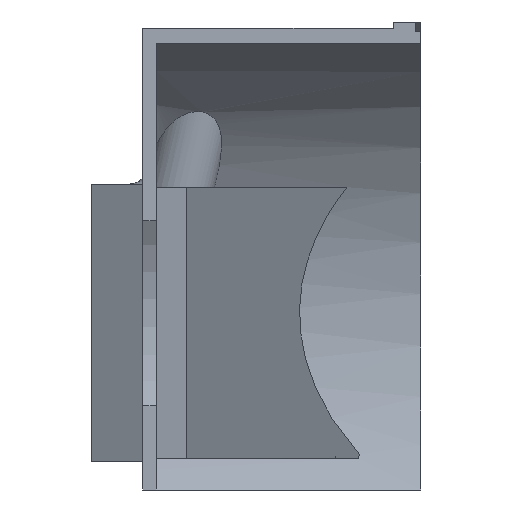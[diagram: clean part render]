
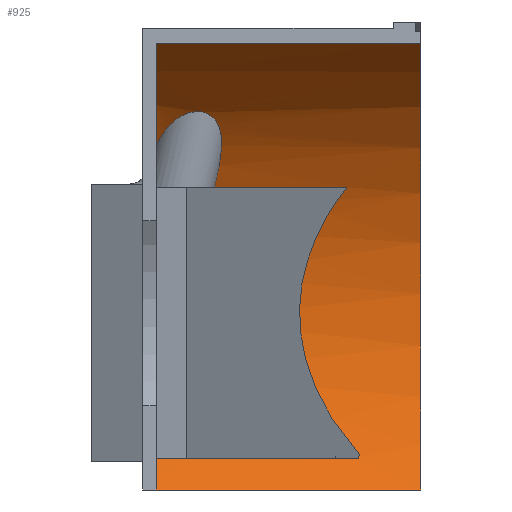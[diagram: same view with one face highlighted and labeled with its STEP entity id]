
A CAD part, left-side view. The second image highlights one B-rep face of the part: STEP entity #925.
In plain terms, the highlighted cylindrical face has radius 110 mm (diameter 220 mm), a partial arc.
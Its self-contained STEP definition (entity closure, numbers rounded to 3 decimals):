
#37=LINE('',#1807,#124);
#38=LINE('',#1813,#125);
#39=LINE('',#1817,#126);
#40=LINE('',#1821,#127);
#124=VECTOR('',#1120,10.);
#125=VECTOR('',#1125,10.);
#126=VECTOR('',#1128,10.);
#127=VECTOR('',#1131,10.);
#239=ELLIPSE('',#1006,220.,110.);
#240=ELLIPSE('',#1007,127.017,110.);
#248=CIRCLE('',#1008,110.);
#249=CIRCLE('',#1009,110.);
#250=CIRCLE('',#1010,110.);
#274=CYLINDRICAL_SURFACE('',#1005,110.);
#293=FACE_OUTER_BOUND('',#341,.T.);
#341=EDGE_LOOP('',(#681,#682,#683,#684,#685,#686,#687,#688,#689,#690));
#406=B_SPLINE_CURVE_WITH_KNOTS('',3,(#1772,#1773,#1774,#1775,#1776,#1777,
#1778,#1779,#1780,#1781,#1782,#1783,#1784,#1785,#1786,#1787,#1788,#1789,
#1790,#1791,#1792,#1793,#1794,#1795,#1796,#1797,#1798,#1799,#1800,#1801,
#1802,#1803,#1804,#1805),.UNSPECIFIED.,.F.,.F.,(4,2,2,2,2,2,2,2,2,2,2,2,
2,2,2,2,4),(10.872,10.89,11.943,12.546,
13.149,13.394,13.639,13.836,14.032,
14.229,14.426,14.874,15.323,15.611,
15.898,16.548,16.548),.UNSPECIFIED.);
#433=VERTEX_POINT('',#1770);
#434=VERTEX_POINT('',#1771);
#435=VERTEX_POINT('',#1806);
#436=VERTEX_POINT('',#1808);
#437=VERTEX_POINT('',#1810);
#438=VERTEX_POINT('',#1812);
#439=VERTEX_POINT('',#1814);
#440=VERTEX_POINT('',#1816);
#441=VERTEX_POINT('',#1818);
#442=VERTEX_POINT('',#1820);
#532=EDGE_CURVE('',#433,#434,#406,.T.);
#533=EDGE_CURVE('',#433,#435,#37,.T.);
#534=EDGE_CURVE('',#436,#435,#239,.T.);
#535=EDGE_CURVE('',#436,#437,#240,.T.);
#536=EDGE_CURVE('',#438,#437,#38,.T.);
#537=EDGE_CURVE('',#439,#438,#248,.T.);
#538=EDGE_CURVE('',#439,#440,#39,.T.);
#539=EDGE_CURVE('',#440,#441,#249,.T.);
#540=EDGE_CURVE('',#441,#442,#40,.T.);
#541=EDGE_CURVE('',#434,#442,#250,.T.);
#681=ORIENTED_EDGE('',*,*,#532,.F.);
#682=ORIENTED_EDGE('',*,*,#533,.T.);
#683=ORIENTED_EDGE('',*,*,#534,.F.);
#684=ORIENTED_EDGE('',*,*,#535,.T.);
#685=ORIENTED_EDGE('',*,*,#536,.F.);
#686=ORIENTED_EDGE('',*,*,#537,.F.);
#687=ORIENTED_EDGE('',*,*,#538,.T.);
#688=ORIENTED_EDGE('',*,*,#539,.T.);
#689=ORIENTED_EDGE('',*,*,#540,.T.);
#690=ORIENTED_EDGE('',*,*,#541,.F.);
#925=ADVANCED_FACE('',(#293),#274,.F.);
#1005=AXIS2_PLACEMENT_3D('',#1769,#1118,#1119);
#1006=AXIS2_PLACEMENT_3D('',#1809,#1121,#1122);
#1007=AXIS2_PLACEMENT_3D('',#1811,#1123,#1124);
#1008=AXIS2_PLACEMENT_3D('',#1815,#1126,#1127);
#1009=AXIS2_PLACEMENT_3D('',#1819,#1129,#1130);
#1010=AXIS2_PLACEMENT_3D('',#1822,#1132,#1133);
#1118=DIRECTION('center_axis',(0.,-1.,0.));
#1119=DIRECTION('ref_axis',(1.,0.,0.));
#1120=DIRECTION('',(0.,-1.,0.));
#1121=DIRECTION('center_axis',(0.866,-0.5,0.));
#1122=DIRECTION('ref_axis',(-0.5,-0.866,0.));
#1123=DIRECTION('center_axis',(0.5,0.866,0.));
#1124=DIRECTION('ref_axis',(0.866,-0.5,0.));
#1125=DIRECTION('',(0.,-1.,0.));
#1126=DIRECTION('center_axis',(0.,-1.,0.));
#1127=DIRECTION('ref_axis',(1.,0.,0.));
#1128=DIRECTION('',(0.,-1.,0.));
#1129=DIRECTION('center_axis',(0.,-1.,0.));
#1130=DIRECTION('ref_axis',(1.,0.,0.));
#1131=DIRECTION('',(0.,1.,0.));
#1132=DIRECTION('center_axis',(0.,-1.,0.));
#1133=DIRECTION('ref_axis',(1.,0.,0.));
#1769=CARTESIAN_POINT('Origin',(0.,47.75,0.));
#1770=CARTESIAN_POINT('',(100.147,74.697,45.504));
#1771=CARTESIAN_POINT('',(91.738,95.5,60.698));
#1772=CARTESIAN_POINT('Ctrl Pts',(100.147,74.697,45.504));
#1773=CARTESIAN_POINT('Ctrl Pts',(100.122,74.682,45.559));
#1774=CARTESIAN_POINT('Ctrl Pts',(100.097,74.667,45.614));
#1775=CARTESIAN_POINT('Ctrl Pts',(98.571,73.743,48.958));
#1776=CARTESIAN_POINT('Ctrl Pts',(96.925,72.976,52.131));
#1777=CARTESIAN_POINT('Ctrl Pts',(94.184,72.212,56.862));
#1778=CARTESIAN_POINT('Ctrl Pts',(93.032,71.996,58.736));
#1779=CARTESIAN_POINT('Ctrl Pts',(90.616,71.92,62.398));
#1780=CARTESIAN_POINT('Ctrl Pts',(89.353,72.065,64.187));
#1781=CARTESIAN_POINT('Ctrl Pts',(87.696,72.617,66.409));
#1782=CARTESIAN_POINT('Ctrl Pts',(87.168,72.839,67.1));
#1783=CARTESIAN_POINT('Ctrl Pts',(86.131,73.427,68.427));
#1784=CARTESIAN_POINT('Ctrl Pts',(85.621,73.794,69.062));
#1785=CARTESIAN_POINT('Ctrl Pts',(84.816,74.536,70.047));
#1786=CARTESIAN_POINT('Ctrl Pts',(84.459,74.928,70.477));
#1787=CARTESIAN_POINT('Ctrl Pts',(83.804,75.837,71.255));
#1788=CARTESIAN_POINT('Ctrl Pts',(83.506,76.354,71.602));
#1789=CARTESIAN_POINT('Ctrl Pts',(83.02,77.484,72.165));
#1790=CARTESIAN_POINT('Ctrl Pts',(82.83,78.1,72.383));
#1791=CARTESIAN_POINT('Ctrl Pts',(82.58,79.381,72.668));
#1792=CARTESIAN_POINT('Ctrl Pts',(82.52,80.047,72.735));
#1793=CARTESIAN_POINT('Ctrl Pts',(82.52,82.198,72.735));
#1794=CARTESIAN_POINT('Ctrl Pts',(82.83,83.709,72.386));
#1795=CARTESIAN_POINT('Ctrl Pts',(83.82,86.482,71.238));
#1796=CARTESIAN_POINT('Ctrl Pts',(84.497,87.743,70.437));
#1797=CARTESIAN_POINT('Ctrl Pts',(85.609,89.456,69.077));
#1798=CARTESIAN_POINT('Ctrl Pts',(86.111,90.137,68.451));
#1799=CARTESIAN_POINT('Ctrl Pts',(87.149,91.396,67.126));
#1800=CARTESIAN_POINT('Ctrl Pts',(87.683,91.975,66.426));
#1801=CARTESIAN_POINT('Ctrl Pts',(89.284,93.584,64.279));
#1802=CARTESIAN_POINT('Ctrl Pts',(90.521,94.616,62.537));
#1803=CARTESIAN_POINT('Ctrl Pts',(91.736,95.499,60.701));
#1804=CARTESIAN_POINT('Ctrl Pts',(91.737,95.499,60.699));
#1805=CARTESIAN_POINT('Ctrl Pts',(91.738,95.5,60.698));
#1806=CARTESIAN_POINT('',(100.147,26.774,45.504));
#1807=CARTESIAN_POINT('',(100.147,47.75,45.504));
#1808=CARTESIAN_POINT('',(97.485,22.162,-50.958));
#1809=CARTESIAN_POINT('Origin',(0.,-146.686,
0.));
#1810=CARTESIAN_POINT('',(96.665,22.636,-52.496));
#1811=CARTESIAN_POINT('Origin',(0.,78.445,
0.));
#1812=CARTESIAN_POINT('',(96.665,95.5,-52.496));
#1813=CARTESIAN_POINT('',(96.665,0.,-52.496));
#1814=CARTESIAN_POINT('',(89.585,95.5,-63.832));
#1815=CARTESIAN_POINT('Origin',(0.,95.5,0.));
#1816=CARTESIAN_POINT('',(89.585,0.,-63.832));
#1817=CARTESIAN_POINT('',(89.585,47.75,-63.832));
#1818=CARTESIAN_POINT('',(51.337,0.,97.286));
#1819=CARTESIAN_POINT('Origin',(0.,0.,
0.));
#1820=CARTESIAN_POINT('',(51.337,95.5,97.286));
#1821=CARTESIAN_POINT('',(51.337,47.75,97.286));
#1822=CARTESIAN_POINT('Origin',(0.,95.5,0.));
